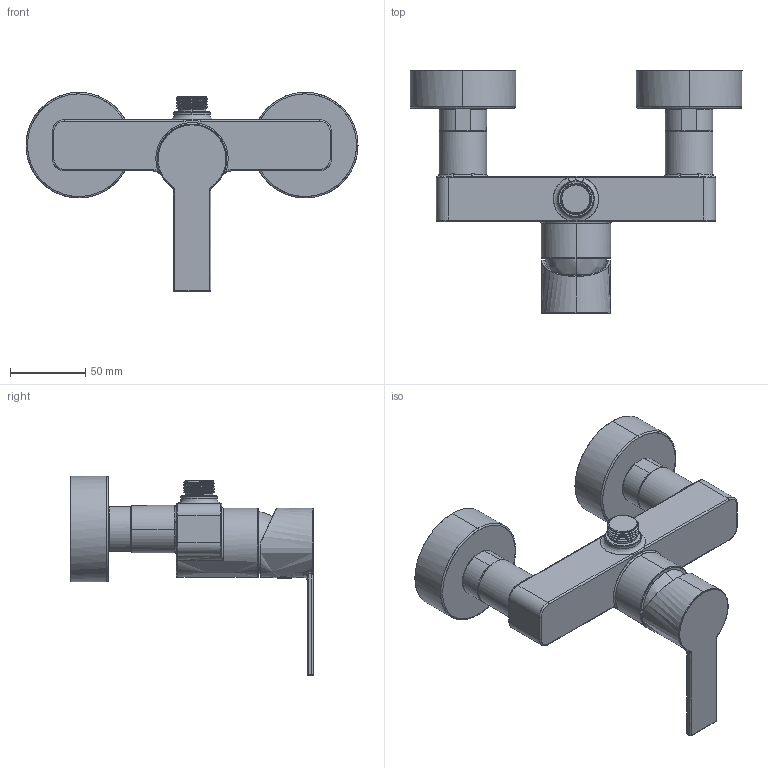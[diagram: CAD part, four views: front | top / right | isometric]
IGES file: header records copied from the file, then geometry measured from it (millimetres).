
Start section:  PTC IGES file: a41985_.igs  PTC IGES file: a41995_.igs  PTC IGES file: a41938.igs
Global section: file name: 18H2-TEKN; native system: Rhinoceros ( May 19 2006 ); preprocessor: Trout Lake IGES 012 May 19 2006; date: 120710.104347; units: millimetre
Bounding box: 220 x 160.7 x 132.05 mm (x, y, z)
Surface area: 99471 mm2 (no closed solid volume)
Topology: 0 solids, 0 shells, 193 faces, 3443 edges, 3443 vertices
Faces by surface type: bspline 193
